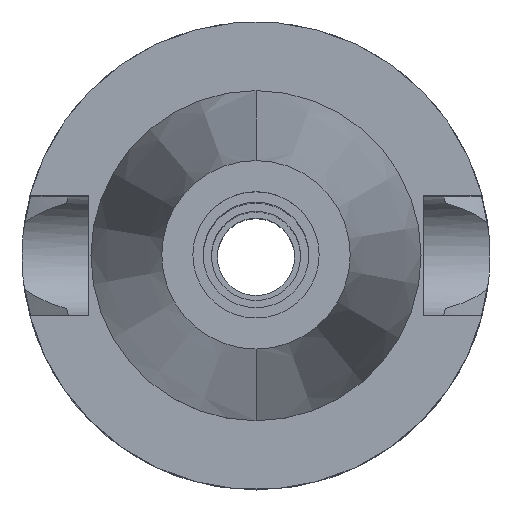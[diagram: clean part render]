
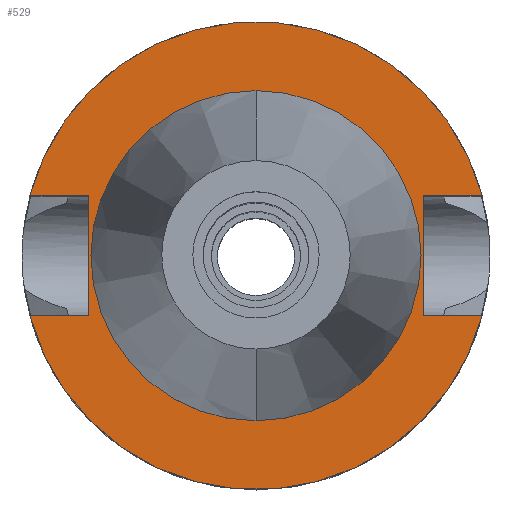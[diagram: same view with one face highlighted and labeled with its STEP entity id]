
A CAD part, top view. The second image highlights one B-rep face of the part: STEP entity #529.
In plain terms, the highlighted planar face has unit normal (0, 0, 1).
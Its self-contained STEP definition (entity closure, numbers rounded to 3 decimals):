
#22 = ORIENTED_EDGE ( 'NONE', *, *, #2974, .F. ) ;
#60 = ORIENTED_EDGE ( 'NONE', *, *, #1180, .F. ) ;
#84 = ORIENTED_EDGE ( 'NONE', *, *, #3512, .F. ) ;
#125 = CIRCLE ( 'NONE', #2127, 31.5 ) ;
#128 = CARTESIAN_POINT ( 'NONE',  ( 22.5, 8.05, -2. ) ) ;
#129 = DIRECTION ( 'NONE',  ( 1., 0., 0. ) ) ;
#181 = VECTOR ( 'NONE', #2354, 1000. ) ;
#218 = CARTESIAN_POINT ( 'NONE',  ( -22.5, -8.05, -2. ) ) ;
#408 = DIRECTION ( 'NONE',  ( 0., 0., -1. ) ) ;
#529 = ADVANCED_FACE ( 'NONE', ( #2068, #2337 ), #3208, .F. ) ;
#585 = ORIENTED_EDGE ( 'NONE', *, *, #3240, .T. ) ;
#586 = CARTESIAN_POINT ( 'NONE',  ( 30.454, -8.05, -2. ) ) ;
#661 = CARTESIAN_POINT ( 'NONE',  ( 22.5, -8.05, -2. ) ) ;
#732 = AXIS2_PLACEMENT_3D ( 'NONE', #1058, #834, #3619 ) ;
#736 = VECTOR ( 'NONE', #3293, 1000. ) ;
#834 = DIRECTION ( 'NONE',  ( 0., 0., -1. ) ) ;
#883 = VERTEX_POINT ( 'NONE', #1152 ) ;
#885 = VERTEX_POINT ( 'NONE', #2265 ) ;
#958 = CARTESIAN_POINT ( 'NONE',  ( -22.5, 8.05, -2. ) ) ;
#1033 = ORIENTED_EDGE ( 'NONE', *, *, #1468, .T. ) ;
#1058 = CARTESIAN_POINT ( 'NONE',  ( 0., 0., -2. ) ) ;
#1081 = AXIS2_PLACEMENT_3D ( 'NONE', #2595, #2324, #1190 ) ;
#1152 = CARTESIAN_POINT ( 'NONE',  ( 0., 22.225, -2. ) ) ;
#1180 = EDGE_CURVE ( 'NONE', #883, #885, #3419, .T. ) ;
#1182 = DIRECTION ( 'NONE',  ( 0., 0., 1. ) ) ;
#1190 = DIRECTION ( 'NONE',  ( 0., -1., 0. ) ) ;
#1193 = VECTOR ( 'NONE', #1480, 1000. ) ;
#1232 = LINE ( 'NONE', #128, #181 ) ;
#1282 = ORIENTED_EDGE ( 'NONE', *, *, #1827, .F. ) ;
#1286 = CARTESIAN_POINT ( 'NONE',  ( -22.5, 8.05, -2. ) ) ;
#1468 = EDGE_CURVE ( 'NONE', #2902, #2422, #3280, .T. ) ;
#1480 = DIRECTION ( 'NONE',  ( 1., 0., 0. ) ) ;
#1490 = LINE ( 'NONE', #958, #2665 ) ;
#1505 = CARTESIAN_POINT ( 'NONE',  ( 22.5, -8.05, -2. ) ) ;
#1530 = DIRECTION ( 'NONE',  ( 0., -1., 0. ) ) ;
#1576 = CARTESIAN_POINT ( 'NONE',  ( -22.5, -8.05, -2. ) ) ;
#1588 = CARTESIAN_POINT ( 'NONE',  ( -22.5, -8.05, -2. ) ) ;
#1640 = VERTEX_POINT ( 'NONE', #586 ) ;
#1729 = CARTESIAN_POINT ( 'NONE',  ( 22.5, 8.05, -2. ) ) ;
#1745 = VERTEX_POINT ( 'NONE', #2801 ) ;
#1827 = EDGE_CURVE ( 'NONE', #2712, #3275, #1232, .T. ) ;
#1849 = CARTESIAN_POINT ( 'NONE',  ( -30.454, -8.05, -2. ) ) ;
#1868 = CARTESIAN_POINT ( 'NONE',  ( 0., 0., -2. ) ) ;
#1909 = EDGE_CURVE ( 'NONE', #885, #883, #3547, .T. ) ;
#1987 = CARTESIAN_POINT ( 'NONE',  ( 0., 0., -2. ) ) ;
#2014 = CIRCLE ( 'NONE', #732, 31.5 ) ;
#2065 = CARTESIAN_POINT ( 'NONE',  ( 30.454, 8.05, -2. ) ) ;
#2068 = FACE_OUTER_BOUND ( 'NONE', #2344, .T. ) ;
#2127 = AXIS2_PLACEMENT_3D ( 'NONE', #1868, #2932, #2988 ) ;
#2257 = VERTEX_POINT ( 'NONE', #2065 ) ;
#2265 = CARTESIAN_POINT ( 'NONE',  ( 0., -22.225, -2. ) ) ;
#2324 = DIRECTION ( 'NONE',  ( 0., 0., 1. ) ) ;
#2337 = FACE_BOUND ( 'NONE', #3417, .T. ) ;
#2340 = LINE ( 'NONE', #2651, #2709 ) ;
#2344 = EDGE_LOOP ( 'NONE', ( #1033, #2397, #3398, #1282, #585, #22, #2548, #84 ) ) ;
#2354 = DIRECTION ( 'NONE',  ( 0., -1., 0. ) ) ;
#2397 = ORIENTED_EDGE ( 'NONE', *, *, #3037, .F. ) ;
#2422 = VERTEX_POINT ( 'NONE', #1849 ) ;
#2493 = VERTEX_POINT ( 'NONE', #1286 ) ;
#2538 = VECTOR ( 'NONE', #3540, 1000. ) ;
#2548 = ORIENTED_EDGE ( 'NONE', *, *, #2700, .F. ) ;
#2595 = CARTESIAN_POINT ( 'NONE',  ( 0., 0., -2. ) ) ;
#2651 = CARTESIAN_POINT ( 'NONE',  ( 22.5, 8.05, -2. ) ) ;
#2665 = VECTOR ( 'NONE', #3143, 1000. ) ;
#2691 = LINE ( 'NONE', #1588, #2538 ) ;
#2700 = EDGE_CURVE ( 'NONE', #2493, #1745, #1490, .T. ) ;
#2709 = VECTOR ( 'NONE', #129, 1000. ) ;
#2712 = VERTEX_POINT ( 'NONE', #1729 ) ;
#2801 = CARTESIAN_POINT ( 'NONE',  ( -30.454, 8.05, -2. ) ) ;
#2821 = AXIS2_PLACEMENT_3D ( 'NONE', #1987, #1182, #2841 ) ;
#2841 = DIRECTION ( 'NONE',  ( 0., 1., 0. ) ) ;
#2902 = VERTEX_POINT ( 'NONE', #1576 ) ;
#2932 = DIRECTION ( 'NONE',  ( 0., 0., -1. ) ) ;
#2974 = EDGE_CURVE ( 'NONE', #1745, #2257, #125, .T. ) ;
#2988 = DIRECTION ( 'NONE',  ( 0., 1., 0. ) ) ;
#3037 = EDGE_CURVE ( 'NONE', #1640, #2422, #2014, .T. ) ;
#3115 = AXIS2_PLACEMENT_3D ( 'NONE', #3427, #408, #1530 ) ;
#3143 = DIRECTION ( 'NONE',  ( -1., 0., 0. ) ) ;
#3160 = ORIENTED_EDGE ( 'NONE', *, *, #1909, .F. ) ;
#3208 = PLANE ( 'NONE',  #3115 ) ;
#3210 = LINE ( 'NONE', #661, #1193 ) ;
#3240 = EDGE_CURVE ( 'NONE', #2712, #2257, #2340, .T. ) ;
#3265 = EDGE_CURVE ( 'NONE', #3275, #1640, #3210, .T. ) ;
#3275 = VERTEX_POINT ( 'NONE', #1505 ) ;
#3280 = LINE ( 'NONE', #218, #736 ) ;
#3293 = DIRECTION ( 'NONE',  ( -1., 0., 0. ) ) ;
#3398 = ORIENTED_EDGE ( 'NONE', *, *, #3265, .F. ) ;
#3417 = EDGE_LOOP ( 'NONE', ( #60, #3160 ) ) ;
#3419 = CIRCLE ( 'NONE', #2821, 22.225 ) ;
#3427 = CARTESIAN_POINT ( 'NONE',  ( 0., 0., -2. ) ) ;
#3512 = EDGE_CURVE ( 'NONE', #2902, #2493, #2691, .T. ) ;
#3540 = DIRECTION ( 'NONE',  ( 0., 1., 0. ) ) ;
#3547 = CIRCLE ( 'NONE', #1081, 22.225 ) ;
#3619 = DIRECTION ( 'NONE',  ( 0., -1., 0. ) ) ;
